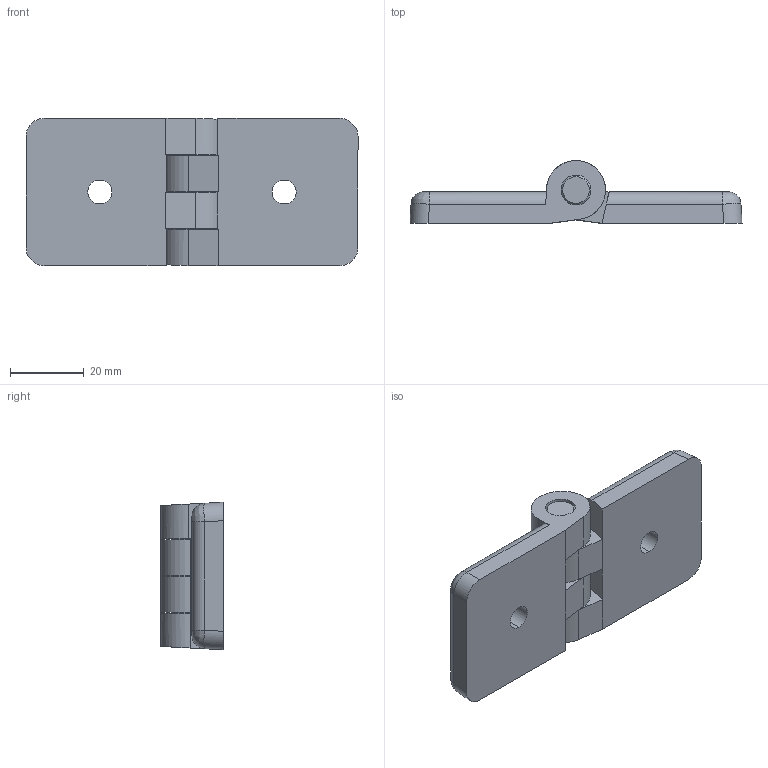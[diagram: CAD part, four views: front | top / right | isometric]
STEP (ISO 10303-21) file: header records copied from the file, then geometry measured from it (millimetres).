
FILE_DESCRIPTION (( 'STEP AP214' ), '1' );
FILE_NAME ('6221721', '2019-02-04T09:03:38', ( '' ), ('JUGARD+KÜNSTNER GmbH'), 'SwSTEP 2.0', 'SolidWorks 2017', '' );
FILE_SCHEMA (( 'AUTOMOTIVE_DESIGN' ));
Length unit declared in the file: millimetre
Products named in the file (4): 6221721_CNAJF00; Kopie von Achse_2^6221721; Kopie von Scharnier-PA 45_45_2^6221721; Kopie von Scharnier-PA 45_45^6221721
Assembly tree (3 placements, depth 2):
  6221721_CNAJF00
    Kopie von Scharnier-PA 45_45^6221721
    Kopie von Achse_2^6221721
    Kopie von Scharnier-PA 45_45_2^6221721
Bounding box: 90.1 x 17 x 40.01 mm (x, y, z)
Volume: 31688.7 mm3; surface area: 13020.7 mm2
Topology: 3 solids, 3 shells, 83 faces, 206 edges, 130 vertices
Faces by surface type: cylinder 36, plane 35, cone 8, bspline 4
Entity records: 2778 total; most frequent: CARTESIAN_POINT 661, DIRECTION 412, ORIENTED_EDGE 412, EDGE_CURVE 206, AXIS2_PLACEMENT_3D 145, VERTEX_POINT 130, LINE 122, VECTOR 122
